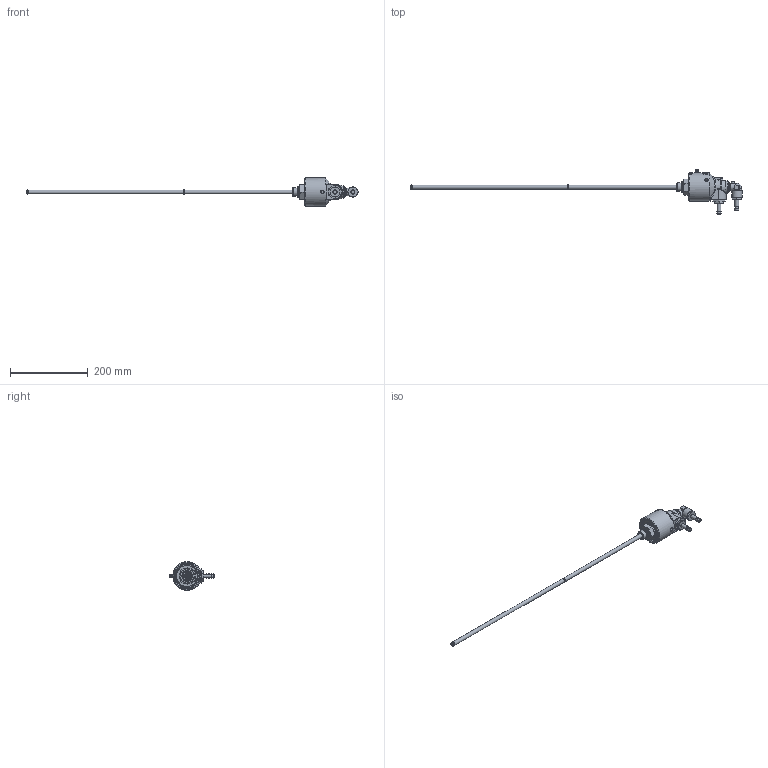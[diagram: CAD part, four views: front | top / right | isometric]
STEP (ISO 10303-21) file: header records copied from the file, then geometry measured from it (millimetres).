
FILE_DESCRIPTION(/* description */ ('UNION, ROTOR M22x1.5 RH 27 MM PLT ENH, SIPHON PIPE 10X852 MM','CAx-IF Rec.Pracs.---Representation and Presentation of Product Manufacturing Information (PMI)---4.0---2014-10-13'),/* implementation_level */ '2;1');
FILE_NAME(/* name */ '257-130-012728-IC.stp',/* time_stamp */ '2021-09-29T13:34:39+02:00',/* author */ ('mzerwes'),/* organization */ ('DEUBLIN'),/* preprocessor_version */ 'ST-DEVELOPER v18.1',/* originating_system */ 'Autodesk Inventor 2022',/* authorisation */ '');
FILE_SCHEMA (('AP242_MANAGED_MODEL_BASED_3D_ENGINEERING_MIM_LF { 1 0 10303 442 1 1 4 }'));
Products named in the file (1): 257-130-012728-IC
Bounding box: 852 x 117.9 x 73 mm (x, y, z)
Volume: 389557.7 mm3; surface area: 81030.2 mm2
Topology: 3 solids, 6 shells, 1150 faces, 3003 edges, 1965 vertices
Faces by surface type: bspline 477, plane 408, cylinder 154, cone 69, torus 27, sphere 15
Full cylindrical faces by diameter (mm): 3.12 x4, 6 x1, 8 x2, 8.1 x4, 8.6 x3, 10 x5, 14.5 x1, 19 x1, 22 x1, 22.2 x1, 26 x2, 26.8 x1, 32 x1, 35.5 x1, 41.2 x1, 53.7 x1, 54.1 x1, 62 x1, 62.05 x1, 66.9 x1, 73 x1
Entity records: 47792 total; most frequent: CARTESIAN_POINT 22487, ORIENTED_EDGE 5972, DIRECTION 3671, EDGE_CURVE 2986, VERTEX_POINT 1965, AXIS2_PLACEMENT_3D 1281, EDGE_LOOP 1277, B_SPLINE_CURVE_WITH_KNOTS 1191
